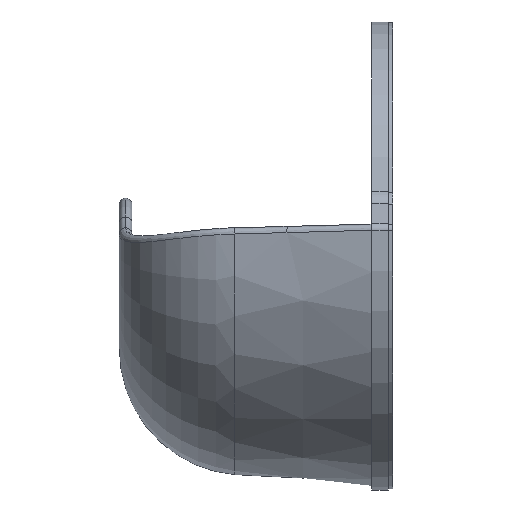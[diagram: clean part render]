
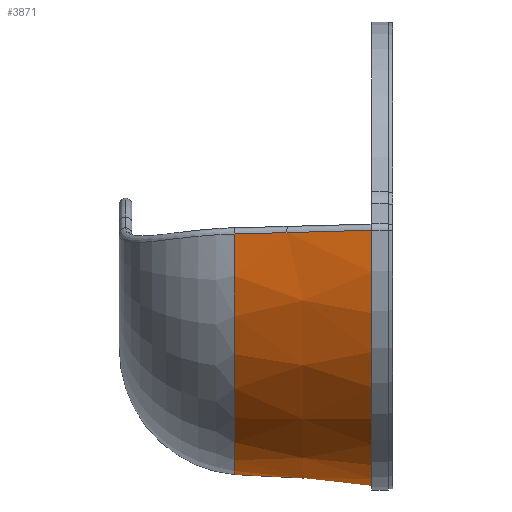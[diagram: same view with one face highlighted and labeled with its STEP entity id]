
A CAD part, left-side view. The second image highlights one B-rep face of the part: STEP entity #3871.
In plain terms, the highlighted conical face has half-angle 5 degrees and reference radius 60 mm.
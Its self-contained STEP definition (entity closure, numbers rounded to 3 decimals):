
#548 = B_SPLINE_CURVE_WITH_KNOTS ( 'NONE', 3,
 ( #5496, #5497, #5498, #5499 ),
 .UNSPECIFIED., .F., .F.,
 ( 4, 4 ),
 ( 0., 0.013 ),
 .UNSPECIFIED. ) ;
#568 = B_SPLINE_CURVE_WITH_KNOTS ( 'NONE', 3,
 ( #5462, #5463, #5464, #5465 ),
 .UNSPECIFIED., .F., .F.,
 ( 4, 4 ),
 ( 0., 0.02 ),
 .UNSPECIFIED. ) ;
#570 = B_SPLINE_CURVE_WITH_KNOTS ( 'NONE', 3,
 ( #5485, #5486, #5487, #5488 ),
 .UNSPECIFIED., .F., .F.,
 ( 4, 4 ),
 ( 0., 0.013 ),
 .UNSPECIFIED. ) ;
#586 = B_SPLINE_CURVE_WITH_KNOTS ( 'NONE', 3,
 ( #5448, #5449, #5450, #5451 ),
 .UNSPECIFIED., .F., .F.,
 ( 4, 4 ),
 ( 0., 0.02 ),
 .UNSPECIFIED. ) ;
#634 = AXIS2_PLACEMENT_3D ( 'NONE', #5500, #5501, #5502 ) ;
#636 = AXIS2_PLACEMENT_3D ( 'NONE', #5493, #5494, #5495 ) ;
#637 = CIRCLE ( 'NONE', #636, 60. ) ;
#641 = CIRCLE ( 'NONE', #634, 57.147 ) ;
#1175 = FACE_OUTER_BOUND ( 'NONE', #4455, .T. ) ;
#2070 = VERTEX_POINT ( 'NONE', #2523 ) ;
#2071 = VERTEX_POINT ( 'NONE', #2526 ) ;
#2379 = CARTESIAN_POINT ( 'NONE',  ( -58.238, 24.126, 0.413 ) ) ;
#2385 = CARTESIAN_POINT ( 'NONE',  ( -57.147, 36.615, 0.079 ) ) ;
#2404 = CARTESIAN_POINT ( 'NONE',  ( -59.992, 4., 0.98 ) ) ;
#2407 = CARTESIAN_POINT ( 'NONE',  ( 59.992, 4., 0.98 ) ) ;
#2409 = CARTESIAN_POINT ( 'NONE',  ( 58.238, 24.126, 0.413 ) ) ;
#2523 = CARTESIAN_POINT ( 'NONE',  ( 0., 36.615, -57.147 ) ) ;
#2526 = CARTESIAN_POINT ( 'NONE',  ( 57.147, 36.615, 0.079 ) ) ;
#2719 = ORIENTED_EDGE ( 'NONE', *, *, #3073, .T. ) ;
#2720 = ORIENTED_EDGE ( 'NONE', *, *, #3977, .T. ) ;
#2721 = ORIENTED_EDGE ( 'NONE', *, *, #3072, .T. ) ;
#2722 = ORIENTED_EDGE ( 'NONE', *, *, #3061, .T. ) ;
#2723 = ORIENTED_EDGE ( 'NONE', *, *, #3071, .T. ) ;
#2724 = ORIENTED_EDGE ( 'NONE', *, *, #3065, .T. ) ;
#2725 = ORIENTED_EDGE ( 'NONE', *, *, #3069, .T. ) ;
#2844 = VERTEX_POINT ( 'NONE', #2404 ) ;
#2845 = VERTEX_POINT ( 'NONE', #2379 ) ;
#2848 = VERTEX_POINT ( 'NONE', #2409 ) ;
#2849 = VERTEX_POINT ( 'NONE', #2407 ) ;
#2853 = VERTEX_POINT ( 'NONE', #2385 ) ;
#3061 = EDGE_CURVE ( 'NONE', #2844, #2845, #586, .T. ) ;
#3065 = EDGE_CURVE ( 'NONE', #2848, #2849, #568, .T. ) ;
#3069 = EDGE_CURVE ( 'NONE', #2071, #2848, #570, .T. ) ;
#3071 = EDGE_CURVE ( 'NONE', #2849, #2844, #637, .T. ) ;
#3072 = EDGE_CURVE ( 'NONE', #2845, #2853, #548, .T. ) ;
#3073 = EDGE_CURVE ( 'NONE', #2853, #2070, #641, .T. ) ;
#3345 = CARTESIAN_POINT ( 'NONE',  ( 0., 36.615, 0. ) ) ;
#3346 = DIRECTION ( 'NONE',  ( 0., -1., 0. ) ) ;
#3347 = DIRECTION ( 'NONE',  ( 0., 0., -1. ) ) ;
#3871 = ADVANCED_FACE ( 'NONE', ( #1175 ), #5371, .T. ) ;
#3977 = EDGE_CURVE ( 'NONE', #2070, #2071, #5242, .T. ) ;
#4455 = EDGE_LOOP ( 'NONE', ( #2725, #2724, #2723, #2722, #2721, #2719, #2720 ) ) ;
#4597 = CARTESIAN_POINT ( 'NONE',  ( 0., 4., 0. ) ) ;
#4598 = DIRECTION ( 'NONE',  ( 0., -1., 0. ) ) ;
#4599 = DIRECTION ( 'NONE',  ( 0., 0., 1. ) ) ;
#5241 = AXIS2_PLACEMENT_3D ( 'NONE', #3345, #3346, #3347 ) ;
#5242 = CIRCLE ( 'NONE', #5241, 57.147 ) ;
#5369 = AXIS2_PLACEMENT_3D ( 'NONE', #4597, #4598, #4599 ) ;
#5371 = CONICAL_SURFACE ( 'NONE', #5369, 60., 0.087 ) ;
#5448 = CARTESIAN_POINT ( 'NONE',  ( -59.992, 4., 0.98 ) ) ;
#5449 = CARTESIAN_POINT ( 'NONE',  ( -59.408, 10.709, 0.789 ) ) ;
#5450 = CARTESIAN_POINT ( 'NONE',  ( -58.823, 17.418, 0.599 ) ) ;
#5451 = CARTESIAN_POINT ( 'NONE',  ( -58.238, 24.126, 0.413 ) ) ;
#5462 = CARTESIAN_POINT ( 'NONE',  ( 58.238, 24.126, 0.413 ) ) ;
#5463 = CARTESIAN_POINT ( 'NONE',  ( 58.823, 17.418, 0.599 ) ) ;
#5464 = CARTESIAN_POINT ( 'NONE',  ( 59.408, 10.709, 0.789 ) ) ;
#5465 = CARTESIAN_POINT ( 'NONE',  ( 59.992, 4., 0.98 ) ) ;
#5485 = CARTESIAN_POINT ( 'NONE',  ( 57.147, 36.615, 0.079 ) ) ;
#5486 = CARTESIAN_POINT ( 'NONE',  ( 57.511, 32.452, 0.186 ) ) ;
#5487 = CARTESIAN_POINT ( 'NONE',  ( 57.874, 28.289, 0.297 ) ) ;
#5488 = CARTESIAN_POINT ( 'NONE',  ( 58.238, 24.126, 0.413 ) ) ;
#5493 = CARTESIAN_POINT ( 'NONE',  ( 0., 4., 0. ) ) ;
#5494 = DIRECTION ( 'NONE',  ( 0., 1., 0. ) ) ;
#5495 = DIRECTION ( 'NONE',  ( 0., 0., 1. ) ) ;
#5496 = CARTESIAN_POINT ( 'NONE',  ( -58.238, 24.126, 0.413 ) ) ;
#5497 = CARTESIAN_POINT ( 'NONE',  ( -57.874, 28.289, 0.297 ) ) ;
#5498 = CARTESIAN_POINT ( 'NONE',  ( -57.511, 32.452, 0.186 ) ) ;
#5499 = CARTESIAN_POINT ( 'NONE',  ( -57.147, 36.615, 0.079 ) ) ;
#5500 = CARTESIAN_POINT ( 'NONE',  ( 0., 36.615, 0. ) ) ;
#5501 = DIRECTION ( 'NONE',  ( 0., -1., 0. ) ) ;
#5502 = DIRECTION ( 'NONE',  ( 0., 0., -1. ) ) ;
